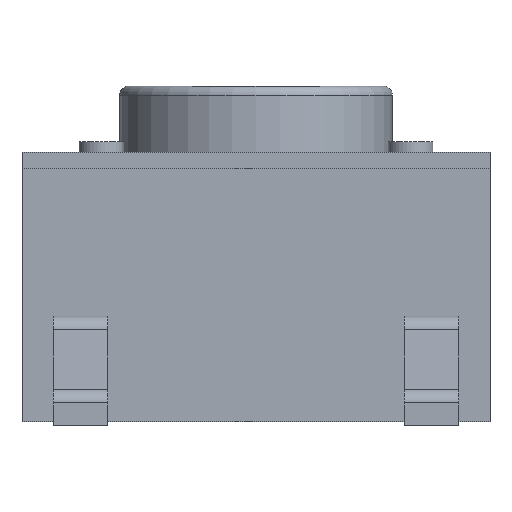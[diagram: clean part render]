
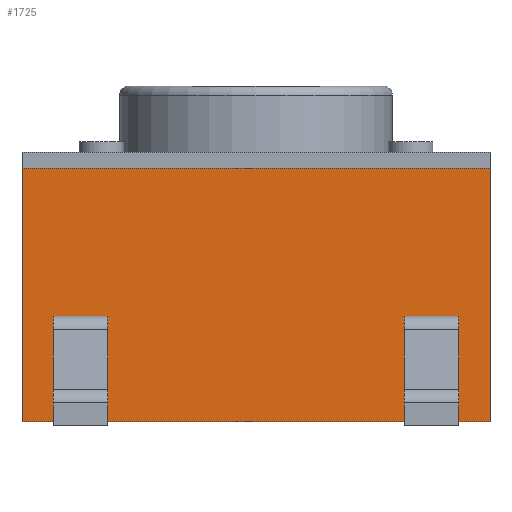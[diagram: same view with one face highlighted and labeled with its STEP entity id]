
A CAD part, front view. The second image highlights one B-rep face of the part: STEP entity #1725.
In plain terms, the highlighted planar face has unit normal (0, -1, 0).
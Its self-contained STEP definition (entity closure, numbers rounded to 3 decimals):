
#332=ORIENTED_EDGE('',*,*,#538,.F.);
#333=ORIENTED_EDGE('',*,*,#539,.T.);
#334=ORIENTED_EDGE('',*,*,#540,.T.);
#335=ORIENTED_EDGE('',*,*,#541,.T.);
#336=ORIENTED_EDGE('',*,*,#537,.F.);
#337=ORIENTED_EDGE('',*,*,#536,.T.);
#338=ORIENTED_EDGE('',*,*,#533,.T.);
#339=ORIENTED_EDGE('',*,*,#531,.F.);
#340=ORIENTED_EDGE('',*,*,#529,.T.);
#341=ORIENTED_EDGE('',*,*,#527,.F.);
#342=ORIENTED_EDGE('',*,*,#526,.F.);
#343=ORIENTED_EDGE('',*,*,#525,.T.);
#525=EDGE_CURVE('',#634,#656,#772,.T.);
#526=EDGE_CURVE('',#634,#635,#773,.T.);
#527=EDGE_CURVE('',#635,#657,#774,.T.);
#529=EDGE_CURVE('',#656,#657,#776,.T.);
#531=EDGE_CURVE('',#658,#659,#778,.T.);
#533=EDGE_CURVE('',#660,#659,#780,.T.);
#536=EDGE_CURVE('',#661,#660,#783,.T.);
#537=EDGE_CURVE('',#661,#658,#784,.T.);
#538=EDGE_CURVE('',#662,#663,#785,.T.);
#539=EDGE_CURVE('',#662,#664,#786,.T.);
#540=EDGE_CURVE('',#664,#665,#787,.T.);
#541=EDGE_CURVE('',#665,#663,#788,.T.);
#634=VERTEX_POINT('',#2388);
#635=VERTEX_POINT('',#2392);
#656=VERTEX_POINT('',#2453);
#657=VERTEX_POINT('',#2459);
#658=VERTEX_POINT('',#2465);
#659=VERTEX_POINT('',#2467);
#660=VERTEX_POINT('',#2471);
#661=VERTEX_POINT('',#2475);
#662=VERTEX_POINT('',#2481);
#663=VERTEX_POINT('',#2482);
#664=VERTEX_POINT('',#2484);
#665=VERTEX_POINT('',#2486);
#772=LINE('',#2454,#900);
#773=LINE('',#2456,#901);
#774=LINE('',#2458,#902);
#776=LINE('',#2462,#904);
#778=LINE('',#2466,#906);
#780=LINE('',#2470,#908);
#783=LINE('',#2476,#911);
#784=LINE('',#2478,#912);
#785=LINE('',#2480,#913);
#786=LINE('',#2483,#914);
#787=LINE('',#2485,#915);
#788=LINE('',#2487,#916);
#900=VECTOR('',#2105,1000.);
#901=VECTOR('',#2108,1000.);
#902=VECTOR('',#2111,1000.);
#904=VECTOR('',#2115,1000.);
#906=VECTOR('',#2119,1000.);
#908=VECTOR('',#2123,1000.);
#911=VECTOR('',#2128,1000.);
#912=VECTOR('',#2131,1000.);
#913=VECTOR('',#2134,1000.);
#914=VECTOR('',#2135,1000.);
#915=VECTOR('',#2136,1000.);
#916=VECTOR('',#2137,1000.);
#1013=EDGE_LOOP('',(#332,#333,#334,#335));
#1014=EDGE_LOOP('',(#336,#337,#338,#339));
#1015=EDGE_LOOP('',(#340,#341,#342,#343));
#1101=FACE_BOUND('',#1013,.T.);
#1102=FACE_BOUND('',#1014,.T.);
#1103=FACE_BOUND('',#1015,.T.);
#1158=PLANE('',#1832);
#1725=ADVANCED_FACE('',(#1101,#1102,#1103),#1158,.F.);
#1832=AXIS2_PLACEMENT_3D('',#2479,#2132,#2133);
#2105=DIRECTION('',(0.,0.,-1.));
#2108=DIRECTION('',(1.,0.,0.));
#2111=DIRECTION('',(0.,0.,-1.));
#2115=DIRECTION('',(1.,0.,0.));
#2119=DIRECTION('',(0.,0.,-1.));
#2123=DIRECTION('',(-1.,0.,0.));
#2128=DIRECTION('',(0.,0.,-1.));
#2131=DIRECTION('',(-1.,0.,0.));
#2132=DIRECTION('',(0.,1.,0.));
#2133=DIRECTION('',(0.,0.,1.));
#2134=DIRECTION('',(0.,0.,1.));
#2135=DIRECTION('',(-1.,0.,0.));
#2136=DIRECTION('',(0.,0.,1.));
#2137=DIRECTION('',(1.,0.,0.));
#2388=CARTESIAN_POINT('',(-3.,-3.,3.245));
#2392=CARTESIAN_POINT('',(3.,-3.,3.245));
#2453=CARTESIAN_POINT('',(-3.,-3.,0.));
#2454=CARTESIAN_POINT('',(-3.,-3.,3.45));
#2456=CARTESIAN_POINT('',(-3.,-3.,3.245));
#2458=CARTESIAN_POINT('',(3.,-3.,3.45));
#2459=CARTESIAN_POINT('',(3.,-3.,0.));
#2462=CARTESIAN_POINT('',(-3.,-3.,0.));
#2465=CARTESIAN_POINT('',(1.9,-3.,1.351));
#2466=CARTESIAN_POINT('',(1.9,-3.,1.351));
#2467=CARTESIAN_POINT('',(1.9,-3.,0.799));
#2470=CARTESIAN_POINT('',(2.6,-3.,0.799));
#2471=CARTESIAN_POINT('',(2.6,-3.,0.799));
#2475=CARTESIAN_POINT('',(2.6,-3.,1.351));
#2476=CARTESIAN_POINT('',(2.6,-3.,1.351));
#2478=CARTESIAN_POINT('',(2.6,-3.,1.351));
#2479=CARTESIAN_POINT('',(-3.,-3.,3.45));
#2480=CARTESIAN_POINT('',(-1.9,-3.,3.45));
#2481=CARTESIAN_POINT('',(-1.9,-3.,0.799));
#2482=CARTESIAN_POINT('',(-1.9,-3.,1.351));
#2483=CARTESIAN_POINT('',(-1.9,-3.,0.799));
#2484=CARTESIAN_POINT('',(-2.6,-3.,0.799));
#2485=CARTESIAN_POINT('',(-2.6,-3.,3.45));
#2486=CARTESIAN_POINT('',(-2.6,-3.,1.351));
#2487=CARTESIAN_POINT('',(-3.,-3.,1.351));
